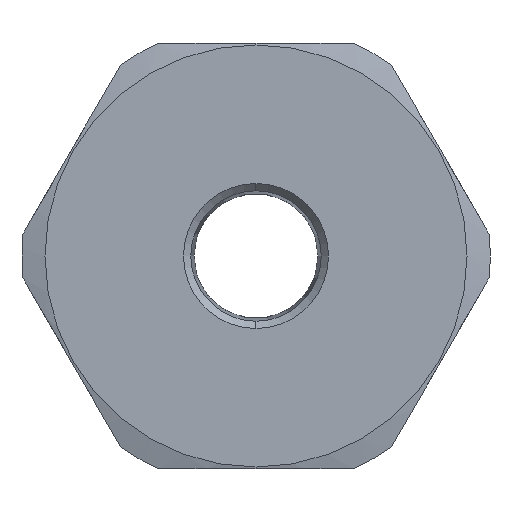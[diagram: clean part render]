
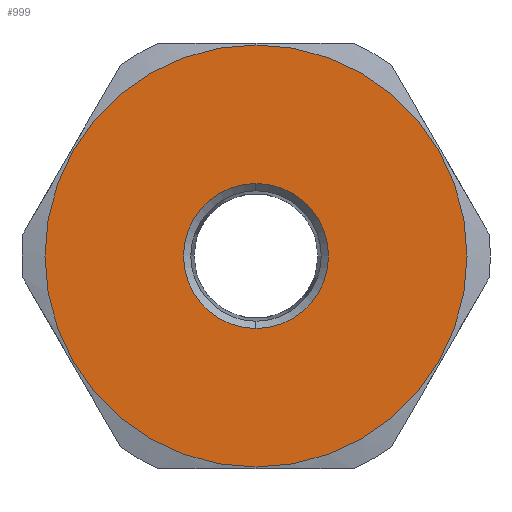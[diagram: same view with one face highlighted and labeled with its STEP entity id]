
A CAD part, left-side view. The second image highlights one B-rep face of the part: STEP entity #999.
In plain terms, the highlighted planar face has unit normal (-1, 0, 0).
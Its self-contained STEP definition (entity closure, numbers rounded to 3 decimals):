
#14 = FACE_BOUND ( 'NONE', #511, .T. ) ;
#26 = ORIENTED_EDGE ( 'NONE', *, *, #259, .T. ) ;
#27 = CARTESIAN_POINT ( 'NONE',  ( 0., 0., 10.22 ) ) ;
#33 = EDGE_LOOP ( 'NONE', ( #26, #353 ) ) ;
#147 = VERTEX_POINT ( 'NONE', #581 ) ;
#155 = DIRECTION ( 'NONE',  ( -1., 0., 0. ) ) ;
#208 = EDGE_CURVE ( 'NONE', #275, #223, #262, .T. ) ;
#223 = VERTEX_POINT ( 'NONE', #1023 ) ;
#246 = DIRECTION ( 'NONE',  ( 0., 0., -1. ) ) ;
#259 = EDGE_CURVE ( 'NONE', #523, #147, #1287, .T. ) ;
#262 = CIRCLE ( 'NONE', #839, 10.22 ) ;
#264 = DIRECTION ( 'NONE',  ( 0., 0., 1. ) ) ;
#275 = VERTEX_POINT ( 'NONE', #27 ) ;
#298 = FACE_OUTER_BOUND ( 'NONE', #33, .T. ) ;
#314 = PLANE ( 'NONE',  #406 ) ;
#353 = ORIENTED_EDGE ( 'NONE', *, *, #799, .T. ) ;
#354 = CARTESIAN_POINT ( 'NONE',  ( 0., 0., 0. ) ) ;
#380 = DIRECTION ( 'NONE',  ( 0., 0., -1. ) ) ;
#406 = AXIS2_PLACEMENT_3D ( 'NONE', #995, #1110, #771 ) ;
#493 = CARTESIAN_POINT ( 'NONE',  ( 0., 0., 0. ) ) ;
#511 = EDGE_LOOP ( 'NONE', ( #661, #1155 ) ) ;
#523 = VERTEX_POINT ( 'NONE', #627 ) ;
#555 = CIRCLE ( 'NONE', #806, 29.75 ) ;
#562 = DIRECTION ( 'NONE',  ( 0., 0., 1. ) ) ;
#581 = CARTESIAN_POINT ( 'NONE',  ( 0., 0., 29.75 ) ) ;
#627 = CARTESIAN_POINT ( 'NONE',  ( 0., 0., -29.75 ) ) ;
#661 = ORIENTED_EDGE ( 'NONE', *, *, #208, .T. ) ;
#669 = CARTESIAN_POINT ( 'NONE',  ( 0., 0., 0. ) ) ;
#771 = DIRECTION ( 'NONE',  ( 0., 0., -1. ) ) ;
#799 = EDGE_CURVE ( 'NONE', #147, #523, #555, .T. ) ;
#806 = AXIS2_PLACEMENT_3D ( 'NONE', #1257, #155, #264 ) ;
#828 = AXIS2_PLACEMENT_3D ( 'NONE', #493, #1156, #380 ) ;
#839 = AXIS2_PLACEMENT_3D ( 'NONE', #354, #1028, #246 ) ;
#995 = CARTESIAN_POINT ( 'NONE',  ( 0., 0., 0. ) ) ;
#999 = ADVANCED_FACE ( 'NONE', ( #14, #298 ), #314, .F. ) ;
#1023 = CARTESIAN_POINT ( 'NONE',  ( 0., 0., -10.22 ) ) ;
#1028 = DIRECTION ( 'NONE',  ( 1., 0., 0. ) ) ;
#1110 = DIRECTION ( 'NONE',  ( 1., 0., 0. ) ) ;
#1140 = AXIS2_PLACEMENT_3D ( 'NONE', #669, #1349, #562 ) ;
#1155 = ORIENTED_EDGE ( 'NONE', *, *, #1329, .T. ) ;
#1156 = DIRECTION ( 'NONE',  ( 1., 0., 0. ) ) ;
#1257 = CARTESIAN_POINT ( 'NONE',  ( 0., 0., 0. ) ) ;
#1287 = CIRCLE ( 'NONE', #1140, 29.75 ) ;
#1329 = EDGE_CURVE ( 'NONE', #223, #275, #1379, .T. ) ;
#1349 = DIRECTION ( 'NONE',  ( -1., 0., 0. ) ) ;
#1379 = CIRCLE ( 'NONE', #828, 10.22 ) ;
